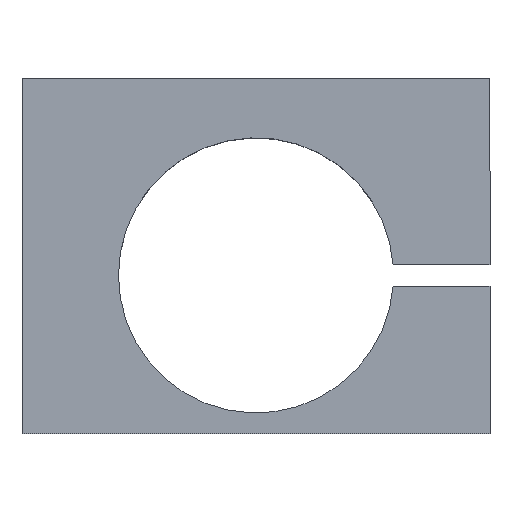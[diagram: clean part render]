
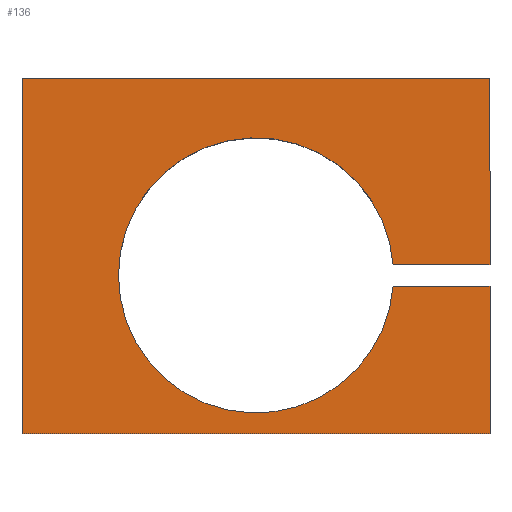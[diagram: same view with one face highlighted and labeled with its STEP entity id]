
A CAD part, top view. The second image highlights one B-rep face of the part: STEP entity #136.
In plain terms, the highlighted planar face has unit normal (0, 0, 1).
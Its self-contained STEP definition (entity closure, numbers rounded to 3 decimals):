
#8 = CARTESIAN_POINT ( 'NONE',  ( -54., -36.5, 30. ) ) ;
#18 = DIRECTION ( 'NONE',  ( 0., -1., 0. ) ) ;
#26 = DIRECTION ( 'NONE',  ( 1., 0., 0. ) ) ;
#34 = LINE ( 'NONE', #381, #730 ) ;
#46 = AXIS2_PLACEMENT_3D ( 'NONE', #337, #765, #399 ) ;
#59 = EDGE_CURVE ( 'NONE', #179, #127, #593, .T. ) ;
#63 = EDGE_CURVE ( 'NONE', #329, #551, #752, .T. ) ;
#72 = CARTESIAN_POINT ( 'NONE',  ( -54., 45.5, 30. ) ) ;
#88 = VERTEX_POINT ( 'NONE', #448 ) ;
#89 = DIRECTION ( 'NONE',  ( -1., 0., 0. ) ) ;
#91 = LINE ( 'NONE', #8, #530 ) ;
#94 = CARTESIAN_POINT ( 'NONE',  ( 0., 0., 30. ) ) ;
#97 = CARTESIAN_POINT ( 'NONE',  ( 31.651, -2.5, 30. ) ) ;
#101 = PLANE ( 'NONE',  #202 ) ;
#127 = VERTEX_POINT ( 'NONE', #97 ) ;
#133 = EDGE_CURVE ( 'NONE', #127, #329, #371, .T. ) ;
#136 = ADVANCED_FACE ( 'NONE', ( #213 ), #101, .T. ) ;
#141 = DIRECTION ( 'NONE',  ( 0., 0., -1. ) ) ;
#156 = DIRECTION ( 'NONE',  ( 0., 0., 1. ) ) ;
#168 = CARTESIAN_POINT ( 'NONE',  ( -31.75, 0., 30. ) ) ;
#170 = VERTEX_POINT ( 'NONE', #222 ) ;
#179 = VERTEX_POINT ( 'NONE', #642 ) ;
#187 = DIRECTION ( 'NONE',  ( 1., 0., 0. ) ) ;
#202 = AXIS2_PLACEMENT_3D ( 'NONE', #94, #156, #579 ) ;
#213 = FACE_OUTER_BOUND ( 'NONE', #747, .T. ) ;
#222 = CARTESIAN_POINT ( 'NONE',  ( -54., 45.5, 30. ) ) ;
#227 = LINE ( 'NONE', #655, #521 ) ;
#236 = DIRECTION ( 'NONE',  ( 0., 1., 0. ) ) ;
#257 = ORIENTED_EDGE ( 'NONE', *, *, #396, .T. ) ;
#268 = CARTESIAN_POINT ( 'NONE',  ( 31.651, -2.5, 30. ) ) ;
#323 = ORIENTED_EDGE ( 'NONE', *, *, #607, .T. ) ;
#326 = CARTESIAN_POINT ( 'NONE',  ( 31.651, 2.5, 30. ) ) ;
#329 = VERTEX_POINT ( 'NONE', #168 ) ;
#337 = CARTESIAN_POINT ( 'NONE',  ( 0., 0., 30. ) ) ;
#346 = CARTESIAN_POINT ( 'NONE',  ( 54., 45.5, 30. ) ) ;
#371 = CIRCLE ( 'NONE', #46, 31.75 ) ;
#381 = CARTESIAN_POINT ( 'NONE',  ( -54., 45.5, 30. ) ) ;
#389 = LINE ( 'NONE', #72, #718 ) ;
#396 = EDGE_CURVE ( 'NONE', #787, #179, #227, .T. ) ;
#399 = DIRECTION ( 'NONE',  ( 1., 0., 0. ) ) ;
#404 = EDGE_CURVE ( 'NONE', #551, #488, #680, .T. ) ;
#446 = VECTOR ( 'NONE', #89, 1000. ) ;
#448 = CARTESIAN_POINT ( 'NONE',  ( -54., -36.5, 30. ) ) ;
#451 = ORIENTED_EDGE ( 'NONE', *, *, #681, .T. ) ;
#453 = ORIENTED_EDGE ( 'NONE', *, *, #63, .T. ) ;
#483 = DIRECTION ( 'NONE',  ( -1., 0., 0. ) ) ;
#488 = VERTEX_POINT ( 'NONE', #636 ) ;
#498 = VECTOR ( 'NONE', #563, 1000. ) ;
#500 = CARTESIAN_POINT ( 'NONE',  ( 0., 0., 30. ) ) ;
#521 = VECTOR ( 'NONE', #236, 1000. ) ;
#530 = VECTOR ( 'NONE', #187, 1000. ) ;
#537 = VECTOR ( 'NONE', #26, 1000. ) ;
#541 = VERTEX_POINT ( 'NONE', #346 ) ;
#551 = VERTEX_POINT ( 'NONE', #773 ) ;
#563 = DIRECTION ( 'NONE',  ( 0., 1., 0. ) ) ;
#566 = DIRECTION ( 'NONE',  ( 1., 0., 0. ) ) ;
#570 = EDGE_CURVE ( 'NONE', #541, #170, #389, .T. ) ;
#579 = DIRECTION ( 'NONE',  ( 1., 0., 0. ) ) ;
#593 = LINE ( 'NONE', #268, #446 ) ;
#607 = EDGE_CURVE ( 'NONE', #88, #787, #91, .T. ) ;
#618 = AXIS2_PLACEMENT_3D ( 'NONE', #500, #141, #566 ) ;
#626 = CARTESIAN_POINT ( 'NONE',  ( 54., -36.5, 30. ) ) ;
#636 = CARTESIAN_POINT ( 'NONE',  ( 54., 2.5, 30. ) ) ;
#642 = CARTESIAN_POINT ( 'NONE',  ( 54., -2.5, 30. ) ) ;
#655 = CARTESIAN_POINT ( 'NONE',  ( 54., -2.5, 30. ) ) ;
#663 = ORIENTED_EDGE ( 'NONE', *, *, #776, .T. ) ;
#669 = ORIENTED_EDGE ( 'NONE', *, *, #59, .T. ) ;
#670 = ORIENTED_EDGE ( 'NONE', *, *, #570, .T. ) ;
#680 = LINE ( 'NONE', #326, #537 ) ;
#681 = EDGE_CURVE ( 'NONE', #170, #88, #34, .T. ) ;
#682 = ORIENTED_EDGE ( 'NONE', *, *, #133, .T. ) ;
#686 = CARTESIAN_POINT ( 'NONE',  ( 54., 45.5, 30. ) ) ;
#687 = LINE ( 'NONE', #686, #498 ) ;
#714 = ORIENTED_EDGE ( 'NONE', *, *, #404, .T. ) ;
#718 = VECTOR ( 'NONE', #483, 1000. ) ;
#730 = VECTOR ( 'NONE', #18, 1000. ) ;
#747 = EDGE_LOOP ( 'NONE', ( #451, #323, #257, #669, #682, #453, #714, #663, #670 ) ) ;
#752 = CIRCLE ( 'NONE', #618, 31.75 ) ;
#765 = DIRECTION ( 'NONE',  ( 0., 0., -1. ) ) ;
#773 = CARTESIAN_POINT ( 'NONE',  ( 31.651, 2.5, 30. ) ) ;
#776 = EDGE_CURVE ( 'NONE', #488, #541, #687, .T. ) ;
#787 = VERTEX_POINT ( 'NONE', #626 ) ;
